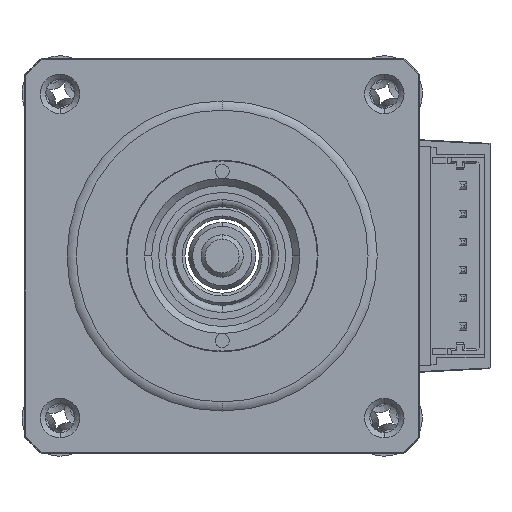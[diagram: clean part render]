
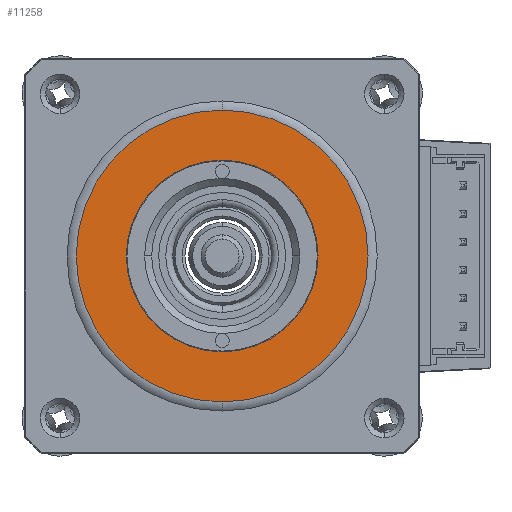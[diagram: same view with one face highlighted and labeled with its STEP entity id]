
A CAD part, left-side view. The second image highlights one B-rep face of the part: STEP entity #11258.
In plain terms, the highlighted planar face has unit normal (-1, 0, 0).
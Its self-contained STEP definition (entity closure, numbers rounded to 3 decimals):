
#21 = AXIS2_PLACEMENT_3D ( 'NONE', #6523, #1055, #7422 ) ;
#469 = PLANE ( 'NONE',  #7496 ) ;
#521 = CARTESIAN_POINT ( 'NONE',  ( -17.25, 0., 0. ) ) ;
#1055 = DIRECTION ( 'NONE',  ( -1., 0., 0. ) ) ;
#1205 = FACE_OUTER_BOUND ( 'NONE', #5221, .T. ) ;
#1419 = CARTESIAN_POINT ( 'NONE',  ( -17.25, -0.053, 0. ) ) ;
#1441 = DIRECTION ( 'NONE',  ( 0., 0., -1. ) ) ;
#1806 = AXIS2_PLACEMENT_3D ( 'NONE', #2707, #9076, #3624 ) ;
#1923 = EDGE_LOOP ( 'NONE', ( #3486, #10904 ) ) ;
#1967 = CARTESIAN_POINT ( 'NONE',  ( -17.25, 0., -10.35 ) ) ;
#2238 = CIRCLE ( 'NONE', #7129, 10.35 ) ;
#2707 = CARTESIAN_POINT ( 'NONE',  ( -17.25, 0., 0. ) ) ;
#3040 = VERTEX_POINT ( 'NONE', #11197 ) ;
#3175 = EDGE_CURVE ( 'NONE', #9827, #9312, #6687, .T. ) ;
#3381 = EDGE_CURVE ( 'NONE', #8483, #3040, #2238, .T. ) ;
#3486 = ORIENTED_EDGE ( 'NONE', *, *, #9841, .T. ) ;
#3624 = DIRECTION ( 'NONE',  ( 0., 0., -1. ) ) ;
#3635 = FACE_BOUND ( 'NONE', #1923, .T. ) ;
#3867 = ORIENTED_EDGE ( 'NONE', *, *, #6487, .T. ) ;
#4163 = DIRECTION ( 'NONE',  ( 1., 0., 0. ) ) ;
#5221 = EDGE_LOOP ( 'NONE', ( #9795, #3867 ) ) ;
#5341 = CARTESIAN_POINT ( 'NONE',  ( -17.25, 0., 0. ) ) ;
#6258 = DIRECTION ( 'NONE',  ( 0., 0., -1. ) ) ;
#6487 = EDGE_CURVE ( 'NONE', #3040, #8483, #8511, .T. ) ;
#6523 = CARTESIAN_POINT ( 'NONE',  ( -17.25, 0., 0. ) ) ;
#6687 = CIRCLE ( 'NONE', #7798, 6.75 ) ;
#6904 = DIRECTION ( 'NONE',  ( 1., 0., 0. ) ) ;
#7129 = AXIS2_PLACEMENT_3D ( 'NONE', #5341, #11650, #6258 ) ;
#7185 = CARTESIAN_POINT ( 'NONE',  ( -17.25, 0., -6.75 ) ) ;
#7247 = CIRCLE ( 'NONE', #1806, 6.75 ) ;
#7422 = DIRECTION ( 'NONE',  ( 0., 0., -1. ) ) ;
#7496 = AXIS2_PLACEMENT_3D ( 'NONE', #1419, #4163, #10538 ) ;
#7798 = AXIS2_PLACEMENT_3D ( 'NONE', #521, #6904, #1441 ) ;
#8483 = VERTEX_POINT ( 'NONE', #1967 ) ;
#8511 = CIRCLE ( 'NONE', #21, 10.35 ) ;
#9041 = CARTESIAN_POINT ( 'NONE',  ( -17.25, 0., 6.75 ) ) ;
#9076 = DIRECTION ( 'NONE',  ( 1., 0., 0. ) ) ;
#9312 = VERTEX_POINT ( 'NONE', #7185 ) ;
#9795 = ORIENTED_EDGE ( 'NONE', *, *, #3381, .T. ) ;
#9827 = VERTEX_POINT ( 'NONE', #9041 ) ;
#9841 = EDGE_CURVE ( 'NONE', #9312, #9827, #7247, .T. ) ;
#10538 = DIRECTION ( 'NONE',  ( 0., 0., -1. ) ) ;
#10904 = ORIENTED_EDGE ( 'NONE', *, *, #3175, .T. ) ;
#11197 = CARTESIAN_POINT ( 'NONE',  ( -17.25, 0., 10.35 ) ) ;
#11258 = ADVANCED_FACE ( 'NONE', ( #3635, #1205 ), #469, .F. ) ;
#11650 = DIRECTION ( 'NONE',  ( -1., 0., 0. ) ) ;
